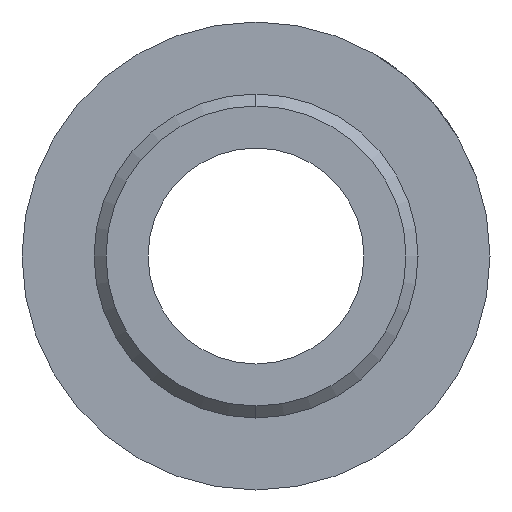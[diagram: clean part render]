
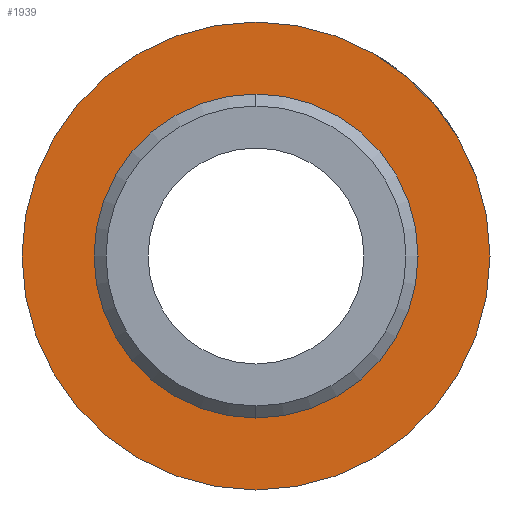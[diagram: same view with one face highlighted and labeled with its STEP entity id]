
A CAD part, left-side view. The second image highlights one B-rep face of the part: STEP entity #1939.
In plain terms, the highlighted planar face has unit normal (-1, 0, 0).
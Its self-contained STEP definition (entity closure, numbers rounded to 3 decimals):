
#166 = EDGE_LOOP ( 'NONE', ( #3920, #282 ) ) ;
#245 = CARTESIAN_POINT ( 'NONE',  ( 18., 0., 0. ) ) ;
#269 = AXIS2_PLACEMENT_3D ( 'NONE', #3742, #4156, #4211 ) ;
#282 = ORIENTED_EDGE ( 'NONE', *, *, #2311, .F. ) ;
#377 = CARTESIAN_POINT ( 'NONE',  ( 18., 0., 0. ) ) ;
#561 = CARTESIAN_POINT ( 'NONE',  ( 18., 0., 0. ) ) ;
#620 = DIRECTION ( 'NONE',  ( 0., 0., 1. ) ) ;
#711 = AXIS2_PLACEMENT_3D ( 'NONE', #561, #2243, #620 ) ;
#832 = CARTESIAN_POINT ( 'NONE',  ( 18., 0., 9.75 ) ) ;
#940 = DIRECTION ( 'NONE',  ( -1., 0., 0. ) ) ;
#1045 = AXIS2_PLACEMENT_3D ( 'NONE', #377, #1146, #5457 ) ;
#1146 = DIRECTION ( 'NONE',  ( -1., 0., 0. ) ) ;
#1282 = VERTEX_POINT ( 'NONE', #832 ) ;
#1491 = VERTEX_POINT ( 'NONE', #3912 ) ;
#1509 = DIRECTION ( 'NONE',  ( 0., 0., 1. ) ) ;
#1939 = ADVANCED_FACE ( 'NONE', ( #3723, #4601 ), #4546, .T. ) ;
#1977 = CARTESIAN_POINT ( 'NONE',  ( 18., 0., -6.75 ) ) ;
#2216 = CARTESIAN_POINT ( 'NONE',  ( 18., 0., 0. ) ) ;
#2243 = DIRECTION ( 'NONE',  ( -1., 0., 0. ) ) ;
#2311 = EDGE_CURVE ( 'NONE', #2720, #4963, #4143, .T. ) ;
#2720 = VERTEX_POINT ( 'NONE', #1977 ) ;
#2847 = EDGE_LOOP ( 'NONE', ( #4752, #4452 ) ) ;
#3723 = FACE_OUTER_BOUND ( 'NONE', #2847, .T. ) ;
#3742 = CARTESIAN_POINT ( 'NONE',  ( 18., 0., 0. ) ) ;
#3876 = AXIS2_PLACEMENT_3D ( 'NONE', #245, #5304, #1509 ) ;
#3912 = CARTESIAN_POINT ( 'NONE',  ( 18., 0., -9.75 ) ) ;
#3920 = ORIENTED_EDGE ( 'NONE', *, *, #4810, .F. ) ;
#4081 = CARTESIAN_POINT ( 'NONE',  ( 18., 0., 6.75 ) ) ;
#4143 = CIRCLE ( 'NONE', #269, 6.75 ) ;
#4156 = DIRECTION ( 'NONE',  ( -1., 0., 0. ) ) ;
#4211 = DIRECTION ( 'NONE',  ( 0., 0., 1. ) ) ;
#4351 = DIRECTION ( 'NONE',  ( 0., 0., 1. ) ) ;
#4368 = EDGE_CURVE ( 'NONE', #1282, #1491, #5469, .T. ) ;
#4411 = EDGE_CURVE ( 'NONE', #1491, #1282, #5213, .T. ) ;
#4452 = ORIENTED_EDGE ( 'NONE', *, *, #4411, .T. ) ;
#4546 = PLANE ( 'NONE',  #1045 ) ;
#4601 = FACE_BOUND ( 'NONE', #166, .T. ) ;
#4678 = AXIS2_PLACEMENT_3D ( 'NONE', #2216, #940, #4351 ) ;
#4752 = ORIENTED_EDGE ( 'NONE', *, *, #4368, .T. ) ;
#4810 = EDGE_CURVE ( 'NONE', #4963, #2720, #5201, .T. ) ;
#4963 = VERTEX_POINT ( 'NONE', #4081 ) ;
#5201 = CIRCLE ( 'NONE', #3876, 6.75 ) ;
#5213 = CIRCLE ( 'NONE', #711, 9.75 ) ;
#5304 = DIRECTION ( 'NONE',  ( -1., 0., 0. ) ) ;
#5457 = DIRECTION ( 'NONE',  ( 0., 0., 1. ) ) ;
#5469 = CIRCLE ( 'NONE', #4678, 9.75 ) ;
